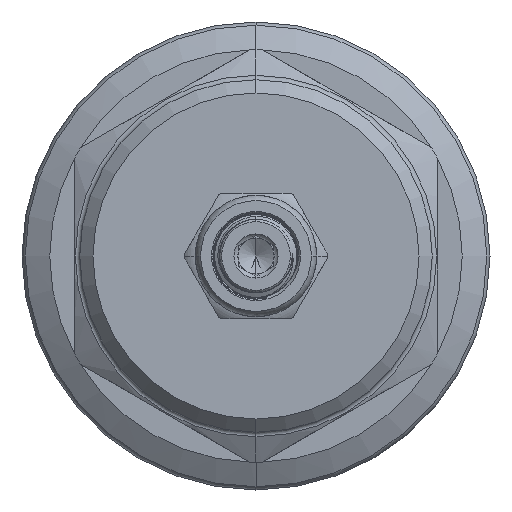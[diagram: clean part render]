
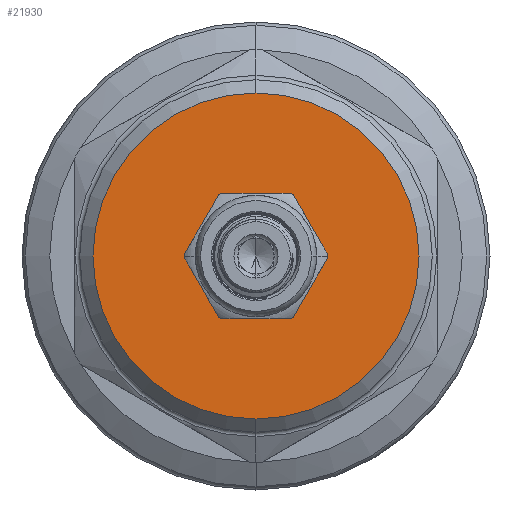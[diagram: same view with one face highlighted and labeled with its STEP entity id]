
A CAD part, left-side view. The second image highlights one B-rep face of the part: STEP entity #21930.
In plain terms, the highlighted planar face has unit normal (-1, 0, 0).
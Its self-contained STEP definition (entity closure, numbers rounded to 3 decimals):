
#325 = AXIS2_PLACEMENT_3D ( 'NONE', #10419, #10420, #10421 ) ;
#326 = AXIS2_PLACEMENT_3D ( 'NONE', #10426, #10427, #10428 ) ;
#1657 = CARTESIAN_POINT ( 'NONE',  ( -20., -6.875, 0. ) ) ;
#1673 = CARTESIAN_POINT ( 'NONE',  ( -20., 0., 18.5 ) ) ;
#1674 = CARTESIAN_POINT ( 'NONE',  ( -20., 0., -18.5 ) ) ;
#1677 = CARTESIAN_POINT ( 'NONE',  ( -20., 6.875, 0. ) ) ;
#3137 = EDGE_CURVE ( 'NONE', #24107, #24127, #20994, .T. ) ;
#3147 = EDGE_CURVE ( 'NONE', #24124, #24123, #20999, .T. ) ;
#3416 = EDGE_LOOP ( 'NONE', ( #13884, #13883 ) ) ;
#3419 = EDGE_LOOP ( 'NONE', ( #13886, #13885 ) ) ;
#5022 = CARTESIAN_POINT ( 'NONE',  ( -20., 0., 0. ) ) ;
#5025 = PLANE ( 'NONE',  #24033 ) ;
#5027 = DIRECTION ( 'NONE',  ( 1., 0., 0. ) ) ;
#5028 = DIRECTION ( 'NONE',  ( 0., 0., -1. ) ) ;
#6759 = CARTESIAN_POINT ( 'NONE',  ( -20., 0., 0. ) ) ;
#6760 = DIRECTION ( 'NONE',  ( -1., 0., 0. ) ) ;
#6761 = DIRECTION ( 'NONE',  ( 0., 0., -1. ) ) ;
#6805 = CARTESIAN_POINT ( 'NONE',  ( -20., 0., 0. ) ) ;
#6806 = DIRECTION ( 'NONE',  ( -1., 0., 0. ) ) ;
#6807 = DIRECTION ( 'NONE',  ( 0., 0., 1. ) ) ;
#10419 = CARTESIAN_POINT ( 'NONE',  ( -20., 0., 0. ) ) ;
#10420 = DIRECTION ( 'NONE',  ( -1., 0., 0. ) ) ;
#10421 = DIRECTION ( 'NONE',  ( 0., 0., -1. ) ) ;
#10426 = CARTESIAN_POINT ( 'NONE',  ( -20., 0., 0. ) ) ;
#10427 = DIRECTION ( 'NONE',  ( -1., 0., 0. ) ) ;
#10428 = DIRECTION ( 'NONE',  ( 0., 0., 1. ) ) ;
#13883 = ORIENTED_EDGE ( 'NONE', *, *, #25509, .T. ) ;
#13884 = ORIENTED_EDGE ( 'NONE', *, *, #3147, .T. ) ;
#13885 = ORIENTED_EDGE ( 'NONE', *, *, #3137, .F. ) ;
#13886 = ORIENTED_EDGE ( 'NONE', *, *, #25506, .F. ) ;
#18908 = CIRCLE ( 'NONE', #325, 6.875 ) ;
#18914 = CIRCLE ( 'NONE', #326, 18.5 ) ;
#20994 = CIRCLE ( 'NONE', #23679, 6.875 ) ;
#20999 = CIRCLE ( 'NONE', #23684, 18.5 ) ;
#21689 = FACE_BOUND ( 'NONE', #3419, .T. ) ;
#21695 = FACE_OUTER_BOUND ( 'NONE', #3416, .T. ) ;
#21930 = ADVANCED_FACE ( 'NONE', ( #21689, #21695 ), #5025, .F. ) ;
#23679 = AXIS2_PLACEMENT_3D ( 'NONE', #6759, #6760, #6761 ) ;
#23684 = AXIS2_PLACEMENT_3D ( 'NONE', #6805, #6806, #6807 ) ;
#24033 = AXIS2_PLACEMENT_3D ( 'NONE', #5022, #5027, #5028 ) ;
#24107 = VERTEX_POINT ( 'NONE', #1657 ) ;
#24123 = VERTEX_POINT ( 'NONE', #1673 ) ;
#24124 = VERTEX_POINT ( 'NONE', #1674 ) ;
#24127 = VERTEX_POINT ( 'NONE', #1677 ) ;
#25506 = EDGE_CURVE ( 'NONE', #24127, #24107, #18908, .T. ) ;
#25509 = EDGE_CURVE ( 'NONE', #24123, #24124, #18914, .T. ) ;
